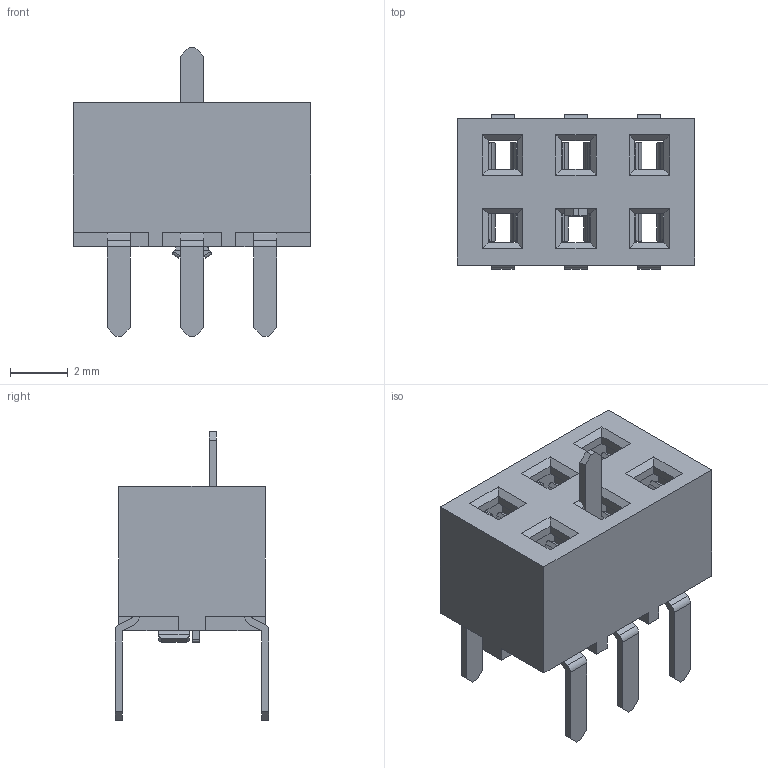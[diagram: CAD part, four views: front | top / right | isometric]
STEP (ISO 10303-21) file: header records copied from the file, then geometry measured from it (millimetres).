
FILE_DESCRIPTION( ( 'Unknown' ), '1' );
FILE_NAME( '61300625721.stp', 'Unknown', ( 'Unknown' ), ( 'Unknown' ), 'PSStep 14.0', 'Unknown', ' ' );
FILE_SCHEMA( ( 'AUTOMOTIVE_DESIGN { 1 0 10303 214 1 1 1 1 }' ) );
Length unit declared in the file: millimetre
Products named in the file (3): Assem1; 6130xx25721; 6130xx25721_PIN
Bounding box: 8.22 x 5.33 x 10 mm (x, y, z)
Volume: 249 mm3; surface area: 1042.2 mm2
Topology: 9 solids, 9 shells, 698 faces, 1852 edges, 1172 vertices
Faces by surface type: plane 474, cylinder 224
Entity records: 6420 total; most frequent: CARTESIAN_POINT 936, ORIENTED_EDGE 872, DIRECTION 824, EDGE_CURVE 436, LINE 368, VECTOR 368, VERTEX_POINT 276, AXIS2_PLACEMENT_3D 228
